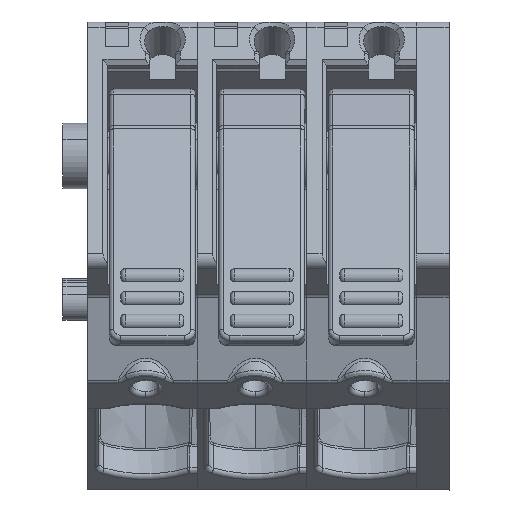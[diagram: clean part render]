
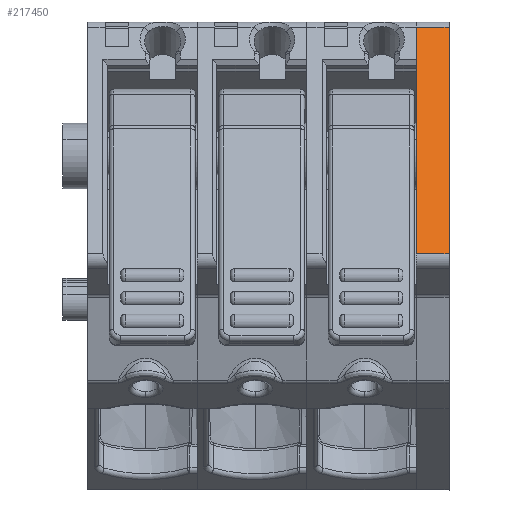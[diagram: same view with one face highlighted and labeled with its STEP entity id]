
A CAD part, top view. The second image highlights one B-rep face of the part: STEP entity #217450.
In plain terms, the highlighted face is planar.
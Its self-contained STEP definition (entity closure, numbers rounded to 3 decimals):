
#215990=CARTESIAN_POINT('',(68.93,38.434,
35.867));
#216000=VERTEX_POINT('',#215990);
#216030=CARTESIAN_POINT('',(56.595,38.434,
35.867));
#216040=DIRECTION('',(1.,0.,0.));
#216050=VECTOR('',#216040,1.);
#216060=LINE('',#216030,#216050);
#216070=CARTESIAN_POINT('',(67.43,38.434,
35.867));
#216080=VERTEX_POINT('',#216070);
#216090=EDGE_CURVE('',#216080,#216000,#216060,.T.);
#217150=CARTESIAN_POINT('',(61.793,22.467,
35.867));
#217160=DIRECTION('',(0.,0.,-1.));
#217170=DIRECTION('',(-1.,0.,0.));
#217180=AXIS2_PLACEMENT_3D('',#217150,#217160,#217170);
#217190=PLANE('',#217180);
#217200=CARTESIAN_POINT('',(67.43,46.458,
35.867));
#217210=DIRECTION('',(0.,-1.,0.));
#217220=VECTOR('',#217210,1.);
#217230=LINE('',#217200,#217220);
#217240=CARTESIAN_POINT('',(67.43,26.5,
35.867));
#217250=VERTEX_POINT('',#217240);
#217260=EDGE_CURVE('',#216080,#217250,#217230,.T.);
#217270=ORIENTED_EDGE('',*,*,#217260,.T.);
#217280=ORIENTED_EDGE('',*,*,#216090,.F.);
#217290=CARTESIAN_POINT('',(68.93,46.458,
35.867));
#217300=DIRECTION('',(0.,1.,0.));
#217310=VECTOR('',#217300,1.);
#217320=LINE('',#217290,#217310);
#217330=CARTESIAN_POINT('',(68.93,26.5,
35.867));
#217340=VERTEX_POINT('',#217330);
#217350=EDGE_CURVE('',#217340,#216000,#217320,.T.);
#217360=ORIENTED_EDGE('',*,*,#217350,.T.);
#217370=CARTESIAN_POINT('',(56.595,26.5,
35.867));
#217380=DIRECTION('',(1.,0.,0.));
#217390=VECTOR('',#217380,1.);
#217400=LINE('',#217370,#217390);
#217410=EDGE_CURVE('',#217250,#217340,#217400,.T.);
#217420=ORIENTED_EDGE('',*,*,#217410,.T.);
#217430=EDGE_LOOP('',(#217420,#217360,#217280,#217270));
#217440=FACE_OUTER_BOUND('',#217430,.T.);
#217450=ADVANCED_FACE('',(#217440),#217190,.F.);
